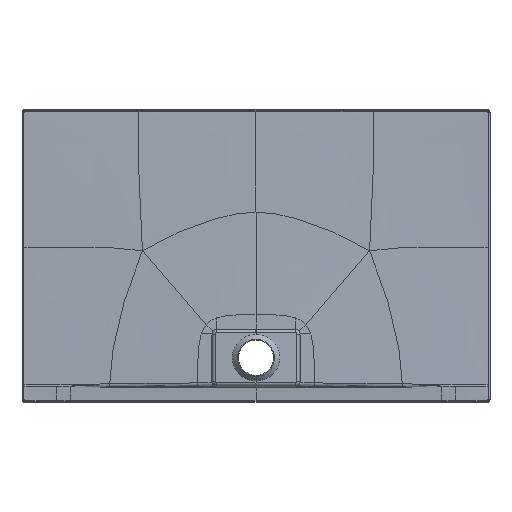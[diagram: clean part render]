
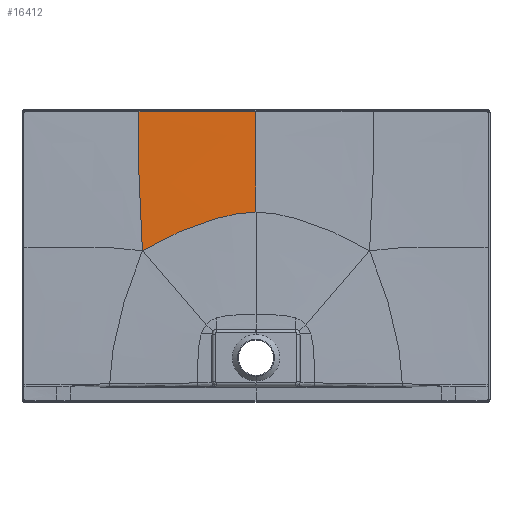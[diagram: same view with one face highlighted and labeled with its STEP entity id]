
A CAD part, front view. The second image highlights one B-rep face of the part: STEP entity #16412.
In plain terms, the highlighted free-form (B-spline) face has degree [3, 3] with [8, 10] control points.
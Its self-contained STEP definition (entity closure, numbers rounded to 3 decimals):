
#3948=CARTESIAN_POINT('',(0.,-9.349,
487.573));
#3949=CARTESIAN_POINT('',(-21.39,-9.349,
487.573));
#3950=CARTESIAN_POINT('',(-65.874,-9.258,
482.003));
#3951=CARTESIAN_POINT('',(-136.891,-8.962,
461.265));
#3952=CARTESIAN_POINT('',(-199.396,-8.671,
437.005));
#3953=CARTESIAN_POINT('',(-251.441,-8.375,
411.965));
#3954=CARTESIAN_POINT('',(-278.016,-8.187,
396.767));
#3955=CARTESIAN_POINT('',(-291.362,-8.079,
388.368));
#3975=CARTESIAN_POINT('',(-291.362,-8.079,
388.368));
#4196=DIRECTION('',(0.,-0.024,-1.));
#4197=VECTOR('',#4196,257.454);
#4198=CARTESIAN_POINT('',(-0.002,-3.123,
744.952));
#4199=LINE('',#4198,#4197);
#4200=CARTESIAN_POINT('',(-300.001,-3.053,
744.979));
#4201=CARTESIAN_POINT('',(-300.005,-3.306,
720.992));
#4202=CARTESIAN_POINT('',(-300.015,-3.922,
670.586));
#4203=CARTESIAN_POINT('',(-300.263,-4.885,
602.172));
#4204=CARTESIAN_POINT('',(-299.887,-5.773,
540.416));
#4205=CARTESIAN_POINT('',(-298.789,-6.486,
491.247));
#4206=CARTESIAN_POINT('',(-296.67,-7.124,
448.477));
#4207=CARTESIAN_POINT('',(-293.984,-7.661,
414.01));
#4208=CARTESIAN_POINT('',(-292.294,-7.938,
396.872));
#4209=CARTESIAN_POINT('',(-291.362,-8.079,
388.368));
#4211=CARTESIAN_POINT('',(-0.002,-3.123,
744.952));
#4212=CARTESIAN_POINT('',(-27.462,-3.123,
744.952));
#4213=CARTESIAN_POINT('',(-80.32,-3.117,
744.954));
#4214=CARTESIAN_POINT('',(-149.537,-3.099,
744.961));
#4215=CARTESIAN_POINT('',(-220.406,-3.077,
744.969));
#4216=CARTESIAN_POINT('',(-272.833,-3.061,
744.976));
#4217=CARTESIAN_POINT('',(-300.001,-3.053,
744.979));
#4263=CARTESIAN_POINT('',(-300.001,-3.053,
744.979));
#4627=VERTEX_POINT('',#3975);
#4693=VERTEX_POINT('',#4263);
#4773=CARTESIAN_POINT('',(0.,-9.349,
487.573));
#4775=VERTEX_POINT('',#4773);
#4776=CARTESIAN_POINT('',(-0.002,-3.123,
744.952));
#4777=VERTEX_POINT('',#4776);
#16323=CARTESIAN_POINT('',(3.061,-3.04,
748.399));
#16324=CARTESIAN_POINT('',(3.06,-3.555,
727.082));
#16325=CARTESIAN_POINT('',(3.019,-4.6,
683.889));
#16326=CARTESIAN_POINT('',(2.891,-5.909,
629.757));
#16327=CARTESIAN_POINT('',(2.774,-6.968,
586.004));
#16328=CARTESIAN_POINT('',(2.693,-7.761,
553.189));
#16329=CARTESIAN_POINT('',(2.644,-8.423,
525.843));
#16330=CARTESIAN_POINT('',(2.62,-8.97,
503.208));
#16331=CARTESIAN_POINT('',(2.615,-9.253,
491.512));
#16332=CARTESIAN_POINT('',(2.614,-9.404,
485.285));
#16333=CARTESIAN_POINT('',(-22.959,-3.04,
748.4));
#16334=CARTESIAN_POINT('',(-22.952,-3.556,
727.088));
#16335=CARTESIAN_POINT('',(-22.646,-4.602,
683.911));
#16336=CARTESIAN_POINT('',(-21.674,-5.913,
629.814));
#16337=CARTESIAN_POINT('',(-20.788,-6.972,
586.106));
#16338=CARTESIAN_POINT('',(-20.177,-7.766,
553.333));
#16339=CARTESIAN_POINT('',(-19.802,-8.427,
526.026));
#16340=CARTESIAN_POINT('',(-19.62,-8.975,
503.424));
#16341=CARTESIAN_POINT('',(-19.578,-9.257,
491.744));
#16342=CARTESIAN_POINT('',(-19.572,-9.408,
485.526));
#16343=CARTESIAN_POINT('',(-73.979,-3.038,
748.386));
#16344=CARTESIAN_POINT('',(-73.958,-3.537,
726.931));
#16345=CARTESIAN_POINT('',(-73.028,-4.547,
683.399));
#16346=CARTESIAN_POINT('',(-70.203,-5.823,
628.474));
#16347=CARTESIAN_POINT('',(-67.77,-6.866,
583.731));
#16348=CARTESIAN_POINT('',(-66.181,-7.656,
550.003));
#16349=CARTESIAN_POINT('',(-65.295,-8.321,
521.791));
#16350=CARTESIAN_POINT('',(-64.935,-8.876,
498.425));
#16351=CARTESIAN_POINT('',(-64.895,-9.164,
486.36));
#16352=CARTESIAN_POINT('',(-64.913,-9.318,
479.942));
#16353=CARTESIAN_POINT('',(-149.999,-3.033,
748.338));
#16354=CARTESIAN_POINT('',(-149.966,-3.463,
726.407));
#16355=CARTESIAN_POINT('',(-148.508,-4.347,
681.687));
#16356=CARTESIAN_POINT('',(-144.281,-5.508,
623.812));
#16357=CARTESIAN_POINT('',(-140.818,-6.503,
575.194));
#16358=CARTESIAN_POINT('',(-138.645,-7.284,
537.792));
#16359=CARTESIAN_POINT('',(-137.481,-7.966,
505.998));
#16360=CARTESIAN_POINT('',(-136.989,-8.55,
479.535));
#16361=CARTESIAN_POINT('',(-136.894,-8.857,
465.867));
#16362=CARTESIAN_POINT('',(-136.886,-9.022,
458.616));
#16363=CARTESIAN_POINT('',(-212.499,-3.028,
748.272));
#16364=CARTESIAN_POINT('',(-212.472,-3.385,725.643));
#16365=CARTESIAN_POINT('',(-211.216,-4.151,
679.307));
#16366=CARTESIAN_POINT('',(-207.68,-5.222,
617.911));
#16367=CARTESIAN_POINT('',(-204.712,-6.179,
564.847));
#16368=CARTESIAN_POINT('',(-202.685,-6.95,
523.282));
#16369=CARTESIAN_POINT('',(-201.258,-7.642,
487.476));
#16370=CARTESIAN_POINT('',(-200.162,-8.243,
457.588));
#16371=CARTESIAN_POINT('',(-199.6,-8.562,
442.184));
#16372=CARTESIAN_POINT('',(-199.28,-8.734,
434.023));
#16373=CARTESIAN_POINT('',(-263.323,-3.023,
748.176));
#16374=CARTESIAN_POINT('',(-263.312,-3.323,
724.443));
#16375=CARTESIAN_POINT('',(-262.681,-4.004,
675.721));
#16376=CARTESIAN_POINT('',(-261.03,-5.02,
610.216));
#16377=CARTESIAN_POINT('',(-259.367,-5.944,
552.567));
#16378=CARTESIAN_POINT('',(-257.818,-6.692,
506.911));
#16379=CARTESIAN_POINT('',(-256.032,-7.365,
467.302));
#16380=CARTESIAN_POINT('',(-254.039,-7.951,
434.255));
#16381=CARTESIAN_POINT('',(-252.769,-8.263,
417.24));
#16382=CARTESIAN_POINT('',(-252.032,-8.432,
408.275));
#16383=CARTESIAN_POINT('',(-289.147,-3.021,
748.106));
#16384=CARTESIAN_POINT('',(-289.146,-3.293,
723.541));
#16385=CARTESIAN_POINT('',(-288.955,-3.935,
673.06));
#16386=CARTESIAN_POINT('',(-288.619,-4.926,
604.835));
#16387=CARTESIAN_POINT('',(-287.853,-5.825,
544.383));
#16388=CARTESIAN_POINT('',(-286.622,-6.551,
496.313));
#16389=CARTESIAN_POINT('',(-284.615,-7.201,
454.528));
#16390=CARTESIAN_POINT('',(-282.061,-7.768,
419.662));
#16391=CARTESIAN_POINT('',(-280.415,-8.07,
401.775));
#16392=CARTESIAN_POINT('',(-279.403,-8.234,
392.301));
#16393=CARTESIAN_POINT('',(-302.47,-3.02,
748.063));
#16394=CARTESIAN_POINT('',(-302.475,-3.278,
722.981));
#16395=CARTESIAN_POINT('',(-302.526,-3.899,
671.412));
#16396=CARTESIAN_POINT('',(-302.911,-4.876,
601.573));
#16397=CARTESIAN_POINT('',(-302.624,-5.761,
539.522));
#16398=CARTESIAN_POINT('',(-301.557,-6.471,
490.105));
#16399=CARTESIAN_POINT('',(-299.412,-7.106,
447.112));
#16400=CARTESIAN_POINT('',(-296.582,-7.66,
411.271));
#16401=CARTESIAN_POINT('',(-294.707,-7.956,
392.854));
#16402=CARTESIAN_POINT('',(-293.6,-8.116,
383.151));
#16403=B_SPLINE_SURFACE_WITH_KNOTS('',3,3,((#16323,#16324,#16325,#16326,#16327,
#16328,#16329,#16330,#16331,#16332),(#16333,#16334,#16335,#16336,#16337,#16338,
#16339,#16340,#16341,#16342),(#16343,#16344,#16345,#16346,#16347,#16348,#16349,
#16350,#16351,#16352),(#16353,#16354,#16355,#16356,#16357,#16358,#16359,#16360,
#16361,#16362),(#16363,#16364,#16365,#16366,#16367,#16368,#16369,#16370,#16371,
#16372),(#16373,#16374,#16375,#16376,#16377,#16378,#16379,#16380,#16381,#16382),
(#16383,#16384,#16385,#16386,#16387,#16388,#16389,#16390,#16391,#16392),(#16393,
#16394,#16395,#16396,#16397,#16398,#16399,#16400,#16401,#16402)),.UNSPECIFIED.,
.F.,.F.,.F.,(4,1,1,1,1,4),(4,1,1,1,1,1,1,4),(-0.005,0.125,0.25,
0.375,0.438,0.504),(0.003,0.125,0.25,0.313,
0.375,0.438,0.469,0.504),.UNSPECIFIED.);
#16405=ORIENTED_EDGE('',*,*,#16404,.T.);
#16406=ORIENTED_EDGE('',*,*,#15554,.T.);
#16408=ORIENTED_EDGE('',*,*,#16407,.F.);
#16409=ORIENTED_EDGE('',*,*,#13536,.F.);
#16410=EDGE_LOOP('',(#16405,#16406,#16408,#16409));
#16411=FACE_OUTER_BOUND('',#16410,.F.);
#16412=ADVANCED_FACE('',(#16411),#16403,.T.);
#3956=B_SPLINE_CURVE_WITH_KNOTS('',3,(#3948,#3949,#3950,#3951,#3952,#3953,#3954,
#3955),.UNSPECIFIED.,.F.,.F.,(4,1,1,1,1,4),(0.,0.25,0.5,0.75,0.875,
1.),.UNSPECIFIED.);
#4210=B_SPLINE_CURVE_WITH_KNOTS('',3,(#4200,#4201,#4202,#4203,#4204,#4205,#4206,
#4207,#4208,#4209),.UNSPECIFIED.,.F.,.F.,(4,1,1,1,1,1,1,4),(0.,
0.237,0.492,0.619,0.746,
0.873,0.936,1.),.UNSPECIFIED.);
#4218=B_SPLINE_CURVE_WITH_KNOTS('',3,(#4211,#4212,#4213,#4214,#4215,#4216,
#4217),.UNSPECIFIED.,.F.,.F.,(4,1,1,1,4),(0.,0.25,0.5,0.75,1.),
.UNSPECIFIED.);
#13536=EDGE_CURVE('',#4777,#4693,#4218,.T.);
#15554=EDGE_CURVE('',#4775,#4627,#3956,.T.);
#16404=EDGE_CURVE('',#4777,#4775,#4199,.T.);
#16407=EDGE_CURVE('',#4693,#4627,#4210,.T.);
